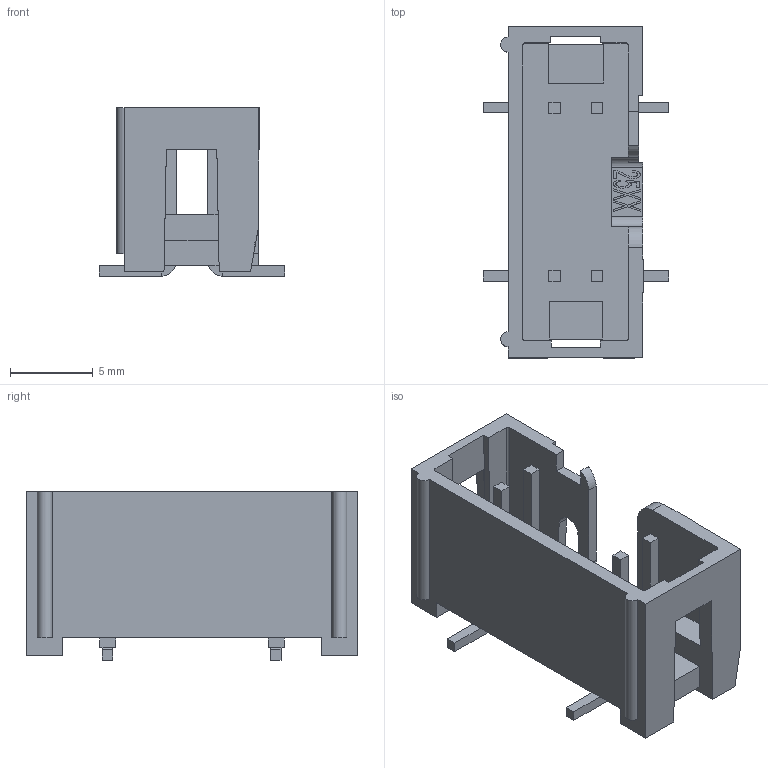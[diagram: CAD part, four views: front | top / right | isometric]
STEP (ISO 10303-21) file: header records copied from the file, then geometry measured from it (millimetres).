
FILE_DESCRIPTION(/* description */ (''),/* implementation_level */ '2;1');
FILE_NAME(/* name */ '2510-6V0C-XX_STEP.stp',/* time_stamp */ '2011-08-16T15:34:05-05:00',/* author */ (''),/* organization */ (''),/* preprocessor_version */ 'ST-DEVELOPER v11',/* originating_system */ 'SIEMENS PLM Software NX 7.5',/* authorisation */ '');
FILE_SCHEMA (('CONFIG_CONTROL_DESIGN'));
Length unit declared in the file: inch
Products named in the file (1): 78-5110-0425-7
Bounding box: 11.18 x 20.02 x 10.16 mm (x, y, z)
Volume: 632.7 mm3; surface area: 1260.1 mm2
Topology: 1 solids, 1 shells, 246 faces, 658 edges, 426 vertices
Faces by surface type: plane 207, cylinder 22, extrusion 17
Entity records: 8104 total; most frequent: CARTESIAN_POINT 2021, ORIENTED_EDGE 1316, DIRECTION 1086, EDGE_CURVE 658, VECTOR 534, LINE 517, VERTEX_POINT 426, AXIS2_PLACEMENT_3D 276
